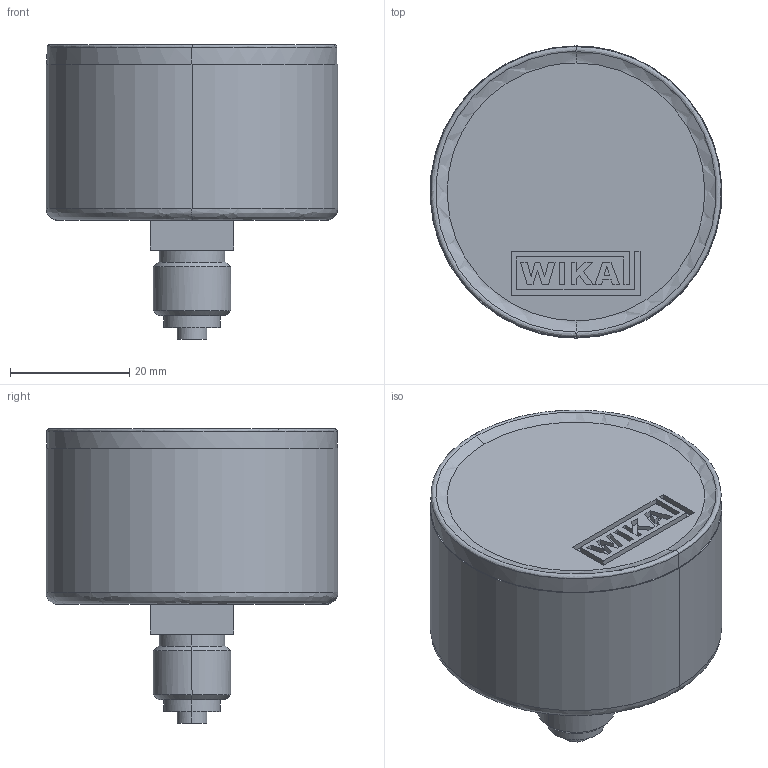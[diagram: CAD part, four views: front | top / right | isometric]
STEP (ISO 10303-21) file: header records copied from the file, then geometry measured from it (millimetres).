
FILE_DESCRIPTION(('CATIA V5 STEP Exchange','CAx-IF Rec.Pracs.--- Model Styling and Organization---1.5--- 2016-08-15','CAx-IF Rec.Pracs.---Supplemental Geometry---1.0---2011-11-01','CAx-IF Rec.Pracs.--- Composite Materials ---3.4---2017-06-13','CAx-IF Rec.Pracs.---Tessellated 3D Geometry---1.0---2015-12-17'),'2;1');
FILE_NAME('STEP_557104_-_TST.stp','2025-02-26T16:02:27+00:00',('none'),('none'),'CATIA Version 5-6 Release 2020 SP5','CATIA V5 STEP AP242 v2','none');
FILE_SCHEMA(('AP242_MANAGED_MODEL_BASED_3D_ENGINEERING_MIM_LF {1 0 10303 442 1 1 4}'));
Length unit declared in the file: millimetre
Products named in the file (1): 557104 - TST
Bounding box: 48.95 x 49 x 49.5 mm (x, y, z)
Volume: 56512.2 mm3; surface area: 9208 mm2
Topology: 1 solids, 1 shells, 92 faces, 224 edges, 146 vertices
Faces by surface type: plane 70, bspline 22
Entity records: 3415 total; most frequent: CARTESIAN_POINT 1363, ORIENTED_EDGE 448, DIRECTION 277, EDGE_CURVE 224, VECTOR 168, LINE 168, VERTEX_POINT 146, EDGE_LOOP 104
